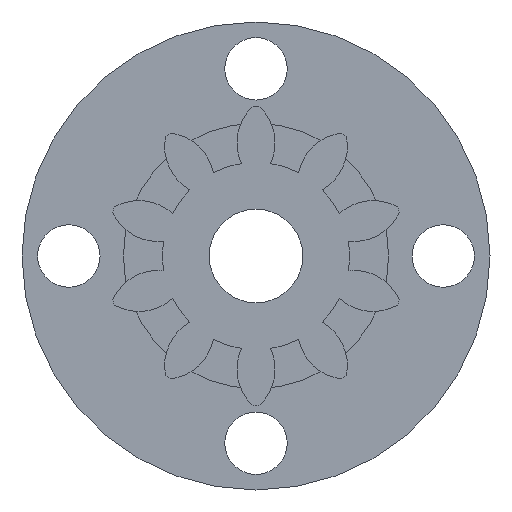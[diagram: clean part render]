
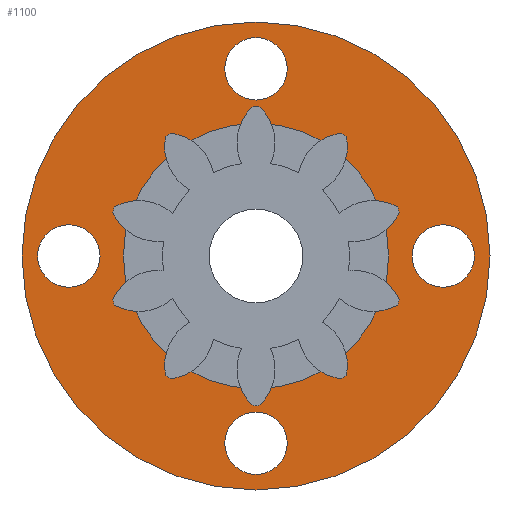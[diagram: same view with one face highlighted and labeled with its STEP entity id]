
A CAD part, left-side view. The second image highlights one B-rep face of the part: STEP entity #1100.
In plain terms, the highlighted face is planar.
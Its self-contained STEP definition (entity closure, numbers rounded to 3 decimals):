
#1 = FACE_BOUND ( 'NONE', #385, .T. ) ;
#46 = EDGE_LOOP ( 'NONE', ( #55, #1973 ) ) ;
#55 = ORIENTED_EDGE ( 'NONE', *, *, #201, .F. ) ;
#103 = CIRCLE ( 'NONE', #730, 4.25 ) ;
#124 = FACE_BOUND ( 'NONE', #1008, .T. ) ;
#135 = VERTEX_POINT ( 'NONE', #2275 ) ;
#160 = CIRCLE ( 'NONE', #977, 1. ) ;
#184 = EDGE_CURVE ( 'NONE', #1445, #2076, #191, .T. ) ;
#191 = CIRCLE ( 'NONE', #818, 7.5 ) ;
#198 = CARTESIAN_POINT ( 'NONE',  ( 6., 0., 0. ) ) ;
#201 = EDGE_CURVE ( 'NONE', #1798, #668, #1602, .T. ) ;
#244 = DIRECTION ( 'NONE',  ( 0., 0., -1. ) ) ;
#280 = DIRECTION ( 'NONE',  ( 0., 0., 1. ) ) ;
#291 = EDGE_CURVE ( 'NONE', #1818, #944, #1035, .T. ) ;
#292 = CARTESIAN_POINT ( 'NONE',  ( -7.5, 0., 0. ) ) ;
#297 = CIRCLE ( 'NONE', #879, 1. ) ;
#298 = ORIENTED_EDGE ( 'NONE', *, *, #184, .F. ) ;
#301 = CARTESIAN_POINT ( 'NONE',  ( -1., -6., 0. ) ) ;
#325 = DIRECTION ( 'NONE',  ( 0., 0., 1. ) ) ;
#335 = EDGE_LOOP ( 'NONE', ( #2013, #1161 ) ) ;
#344 = DIRECTION ( 'NONE',  ( -1., 0., 0. ) ) ;
#362 = DIRECTION ( 'NONE',  ( 0., 0., 1. ) ) ;
#366 = DIRECTION ( 'NONE',  ( 1., 0., 0. ) ) ;
#374 = AXIS2_PLACEMENT_3D ( 'NONE', #1788, #1775, #344 ) ;
#376 = FACE_BOUND ( 'NONE', #46, .T. ) ;
#385 = EDGE_LOOP ( 'NONE', ( #1127, #392 ) ) ;
#387 = FACE_BOUND ( 'NONE', #335, .T. ) ;
#392 = ORIENTED_EDGE ( 'NONE', *, *, #291, .F. ) ;
#402 = CIRCLE ( 'NONE', #478, 1. ) ;
#437 = CARTESIAN_POINT ( 'NONE',  ( 7.5, 0., 0. ) ) ;
#457 = CARTESIAN_POINT ( 'NONE',  ( 4.25, 0., 0. ) ) ;
#461 = AXIS2_PLACEMENT_3D ( 'NONE', #198, #1635, #585 ) ;
#464 = CARTESIAN_POINT ( 'NONE',  ( 7., 0., 0. ) ) ;
#478 = AXIS2_PLACEMENT_3D ( 'NONE', #1843, #771, #1280 ) ;
#501 = CARTESIAN_POINT ( 'NONE',  ( -6., 0., 0. ) ) ;
#543 = DIRECTION ( 'NONE',  ( -1., 0., 0. ) ) ;
#547 = DIRECTION ( 'NONE',  ( 1., 0., 0. ) ) ;
#567 = EDGE_CURVE ( 'NONE', #1273, #1279, #103, .T. ) ;
#585 = DIRECTION ( 'NONE',  ( 1., 0., 0. ) ) ;
#605 = AXIS2_PLACEMENT_3D ( 'NONE', #1998, #952, #366 ) ;
#612 = EDGE_CURVE ( 'NONE', #944, #1818, #297, .T. ) ;
#668 = VERTEX_POINT ( 'NONE', #301 ) ;
#683 = DIRECTION ( 'NONE',  ( 1., 0., 0. ) ) ;
#727 = FACE_OUTER_BOUND ( 'NONE', #1972, .T. ) ;
#730 = AXIS2_PLACEMENT_3D ( 'NONE', #1945, #2345, #683 ) ;
#771 = DIRECTION ( 'NONE',  ( 0., 0., 1. ) ) ;
#781 = AXIS2_PLACEMENT_3D ( 'NONE', #1668, #2035, #1310 ) ;
#793 = CARTESIAN_POINT ( 'NONE',  ( 0., -6., 0. ) ) ;
#804 = CARTESIAN_POINT ( 'NONE',  ( 1., -6., 0. ) ) ;
#818 = AXIS2_PLACEMENT_3D ( 'NONE', #1509, #244, #543 ) ;
#846 = CARTESIAN_POINT ( 'NONE',  ( -5., 0., 0. ) ) ;
#869 = FACE_BOUND ( 'NONE', #1434, .T. ) ;
#879 = AXIS2_PLACEMENT_3D ( 'NONE', #501, #325, #1970 ) ;
#935 = CARTESIAN_POINT ( 'NONE',  ( 0., 0., 0. ) ) ;
#944 = VERTEX_POINT ( 'NONE', #846 ) ;
#952 = DIRECTION ( 'NONE',  ( 0., 0., 1. ) ) ;
#973 = ORIENTED_EDGE ( 'NONE', *, *, #1132, .F. ) ;
#977 = AXIS2_PLACEMENT_3D ( 'NONE', #1856, #362, #547 ) ;
#1008 = EDGE_LOOP ( 'NONE', ( #1986, #973 ) ) ;
#1035 = CIRCLE ( 'NONE', #2101, 1. ) ;
#1100 = ADVANCED_FACE ( 'NONE', ( #124, #869, #1, #376, #387, #727 ), #2007, .F. ) ;
#1127 = ORIENTED_EDGE ( 'NONE', *, *, #612, .F. ) ;
#1132 = EDGE_CURVE ( 'NONE', #1248, #1855, #1481, .T. ) ;
#1147 = CARTESIAN_POINT ( 'NONE',  ( -4.25, 0., 0. ) ) ;
#1161 = ORIENTED_EDGE ( 'NONE', *, *, #1486, .F. ) ;
#1213 = EDGE_CURVE ( 'NONE', #1393, #135, #402, .T. ) ;
#1248 = VERTEX_POINT ( 'NONE', #1669 ) ;
#1273 = VERTEX_POINT ( 'NONE', #1147 ) ;
#1279 = VERTEX_POINT ( 'NONE', #457 ) ;
#1280 = DIRECTION ( 'NONE',  ( 1., 0., 0. ) ) ;
#1307 = ORIENTED_EDGE ( 'NONE', *, *, #1213, .F. ) ;
#1310 = DIRECTION ( 'NONE',  ( 1., 0., 0. ) ) ;
#1336 = DIRECTION ( 'NONE',  ( 1., 0., 0. ) ) ;
#1393 = VERTEX_POINT ( 'NONE', #2278 ) ;
#1434 = EDGE_LOOP ( 'NONE', ( #2302, #1307 ) ) ;
#1443 = DIRECTION ( 'NONE',  ( -1., 0., 0. ) ) ;
#1445 = VERTEX_POINT ( 'NONE', #292 ) ;
#1465 = CIRCLE ( 'NONE', #1618, 4.25 ) ;
#1481 = CIRCLE ( 'NONE', #461, 1. ) ;
#1486 = EDGE_CURVE ( 'NONE', #1279, #1273, #1465, .T. ) ;
#1489 = DIRECTION ( 'NONE',  ( 0., 0., -1. ) ) ;
#1509 = CARTESIAN_POINT ( 'NONE',  ( 0., 0., 0. ) ) ;
#1602 = CIRCLE ( 'NONE', #1796, 1. ) ;
#1618 = AXIS2_PLACEMENT_3D ( 'NONE', #2058, #2254, #1737 ) ;
#1622 = DIRECTION ( 'NONE',  ( 1., 0., 0. ) ) ;
#1635 = DIRECTION ( 'NONE',  ( 0., 0., 1. ) ) ;
#1641 = ORIENTED_EDGE ( 'NONE', *, *, #2238, .F. ) ;
#1664 = CIRCLE ( 'NONE', #374, 7.5 ) ;
#1668 = CARTESIAN_POINT ( 'NONE',  ( 0., -6., 0. ) ) ;
#1669 = CARTESIAN_POINT ( 'NONE',  ( 5., 0., 0. ) ) ;
#1736 = EDGE_CURVE ( 'NONE', #1855, #1248, #2260, .T. ) ;
#1737 = DIRECTION ( 'NONE',  ( 1., 0., 0. ) ) ;
#1761 = CIRCLE ( 'NONE', #781, 1. ) ;
#1775 = DIRECTION ( 'NONE',  ( 0., 0., -1. ) ) ;
#1788 = CARTESIAN_POINT ( 'NONE',  ( 0., 0., 0. ) ) ;
#1796 = AXIS2_PLACEMENT_3D ( 'NONE', #793, #280, #1622 ) ;
#1798 = VERTEX_POINT ( 'NONE', #804 ) ;
#1816 = DIRECTION ( 'NONE',  ( 0., 0., 1. ) ) ;
#1818 = VERTEX_POINT ( 'NONE', #2065 ) ;
#1843 = CARTESIAN_POINT ( 'NONE',  ( 0., 6., 0. ) ) ;
#1855 = VERTEX_POINT ( 'NONE', #464 ) ;
#1856 = CARTESIAN_POINT ( 'NONE',  ( 0., 6., 0. ) ) ;
#1945 = CARTESIAN_POINT ( 'NONE',  ( 0., 0., 0. ) ) ;
#1970 = DIRECTION ( 'NONE',  ( 1., 0., 0. ) ) ;
#1972 = EDGE_LOOP ( 'NONE', ( #1641, #298 ) ) ;
#1973 = ORIENTED_EDGE ( 'NONE', *, *, #2308, .F. ) ;
#1984 = EDGE_CURVE ( 'NONE', #135, #1393, #160, .T. ) ;
#1986 = ORIENTED_EDGE ( 'NONE', *, *, #1736, .F. ) ;
#1998 = CARTESIAN_POINT ( 'NONE',  ( 6., 0., 0. ) ) ;
#2007 = PLANE ( 'NONE',  #2309 ) ;
#2013 = ORIENTED_EDGE ( 'NONE', *, *, #567, .F. ) ;
#2035 = DIRECTION ( 'NONE',  ( 0., 0., 1. ) ) ;
#2058 = CARTESIAN_POINT ( 'NONE',  ( 0., 0., 0. ) ) ;
#2065 = CARTESIAN_POINT ( 'NONE',  ( -7., 0., 0. ) ) ;
#2076 = VERTEX_POINT ( 'NONE', #437 ) ;
#2101 = AXIS2_PLACEMENT_3D ( 'NONE', #2168, #1816, #1336 ) ;
#2168 = CARTESIAN_POINT ( 'NONE',  ( -6., 0., 0. ) ) ;
#2238 = EDGE_CURVE ( 'NONE', #2076, #1445, #1664, .T. ) ;
#2254 = DIRECTION ( 'NONE',  ( 0., 0., 1. ) ) ;
#2260 = CIRCLE ( 'NONE', #605, 1. ) ;
#2275 = CARTESIAN_POINT ( 'NONE',  ( 1., 6., 0. ) ) ;
#2278 = CARTESIAN_POINT ( 'NONE',  ( -1., 6., 0. ) ) ;
#2302 = ORIENTED_EDGE ( 'NONE', *, *, #1984, .F. ) ;
#2308 = EDGE_CURVE ( 'NONE', #668, #1798, #1761, .T. ) ;
#2309 = AXIS2_PLACEMENT_3D ( 'NONE', #935, #1489, #1443 ) ;
#2345 = DIRECTION ( 'NONE',  ( 0., 0., 1. ) ) ;
